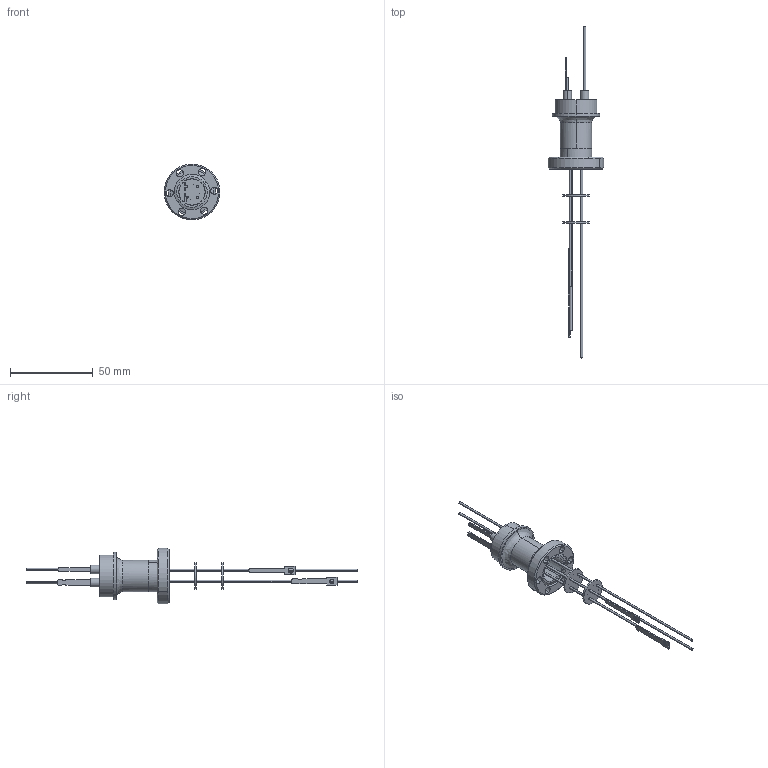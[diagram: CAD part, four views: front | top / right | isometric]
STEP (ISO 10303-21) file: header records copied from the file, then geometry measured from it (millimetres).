
FILE_DESCRIPTION (( 'STEP AP203' ), '1' );
FILE_NAME ('A0436-1-CF.STEP', '2013-04-09T17:17:47', ( '' ), ( '' ), 'SwSTEP 2.0', 'SolidWorks 2012', '' );
FILE_SCHEMA (( 'CONFIG_CONTROL_DESIGN' ));
Length unit declared in the file: inch
Products named in the file (1): A0436-1-CF
Bounding box: 33.73 x 200.85 x 33.73 mm (x, y, z)
Volume: 9666.8 mm3; surface area: 13682.9 mm2
Topology: 1 solids, 1 shells, 231 faces, 583 edges, 384 vertices
Faces by surface type: cylinder 138, plane 67, bspline 20, cone 6
Entity records: 11142 total; most frequent: CARTESIAN_POINT 5237, DIRECTION 1288, ORIENTED_EDGE 1166, EDGE_CURVE 583, AXIS2_PLACEMENT_3D 523, VERTEX_POINT 384, CIRCLE 311, EDGE_LOOP 305
